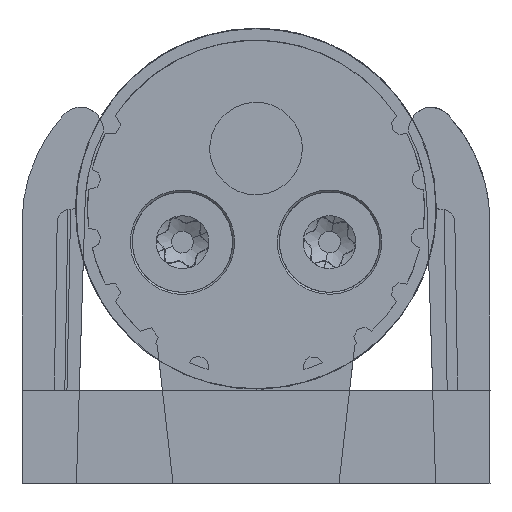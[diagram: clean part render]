
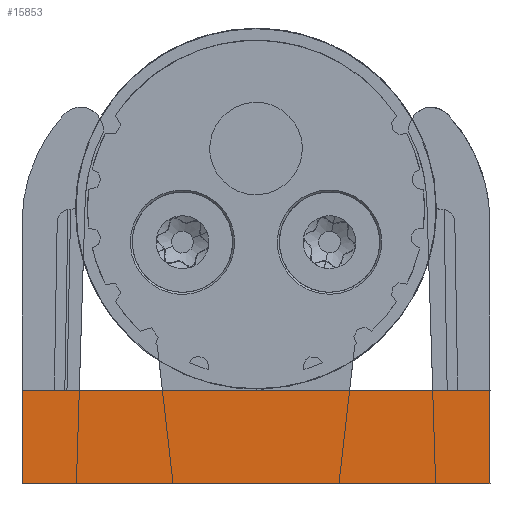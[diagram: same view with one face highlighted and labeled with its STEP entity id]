
A CAD part, front view. The second image highlights one B-rep face of the part: STEP entity #15853.
In plain terms, the highlighted planar face has unit normal (0, -1, 0).
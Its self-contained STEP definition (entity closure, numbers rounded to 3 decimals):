
#15845=AXIS2_PLACEMENT_3D('Plane Axis2P3D',#15842,#15843,#15844) ;
#13231=CARTESIAN_POINT('Vertex',(0.,0.,0.)) ;
#13234=CARTESIAN_POINT('Line Origine',(0.,0.,3.5)) ;
#13238=CARTESIAN_POINT('Vertex',(0.,0.,7.)) ;
#13266=CARTESIAN_POINT('Vertex',(35.,0.,7.)) ;
#13279=CARTESIAN_POINT('Line Origine',(17.5,0.,7.)) ;
#15240=CARTESIAN_POINT('Line Origine',(35.,0.,3.5)) ;
#15244=CARTESIAN_POINT('Vertex',(35.,0.,0.)) ;
#15554=CARTESIAN_POINT('Line Origine',(17.5,0.,0.)) ;
#15842=CARTESIAN_POINT('Axis2P3D Location',(-1.75,0.,-1.828)) ;
#13235=DIRECTION('Vector Direction',(0.,0.,1.)) ;
#13280=DIRECTION('Vector Direction',(-1.,0.,0.)) ;
#15241=DIRECTION('Vector Direction',(0.,0.,1.)) ;
#15555=DIRECTION('Vector Direction',(1.,0.,0.)) ;
#15843=DIRECTION('Axis2P3D Direction',(0.,-1.,0.)) ;
#15844=DIRECTION('Axis2P3D XDirection',(1.,0.,0.)) ;
#13236=VECTOR('Line Direction',#13235,1.) ;
#13281=VECTOR('Line Direction',#13280,1.) ;
#15242=VECTOR('Line Direction',#15241,1.) ;
#15556=VECTOR('Line Direction',#15555,1.) ;
#15848=ORIENTED_EDGE('',*,*,#15246,.T.) ;
#15849=ORIENTED_EDGE('',*,*,#13283,.T.) ;
#15850=ORIENTED_EDGE('',*,*,#13240,.F.) ;
#15851=ORIENTED_EDGE('',*,*,#15558,.T.) ;
#15853=ADVANCED_FACE('Hauptkoerper',(#15852),#15846,.T.) ;
#13240=EDGE_CURVE('',#13232,#13239,#13237,.T.) ;
#13283=EDGE_CURVE('',#13267,#13239,#13282,.T.) ;
#15246=EDGE_CURVE('',#15245,#13267,#15243,.T.) ;
#15558=EDGE_CURVE('',#13232,#15245,#15557,.T.) ;
#15847=EDGE_LOOP('',(#15848,#15849,#15850,#15851)) ;
#15852=FACE_OUTER_BOUND('',#15847,.T.) ;
#13237=LINE('Line',#13234,#13236) ;
#13282=LINE('Line',#13279,#13281) ;
#15243=LINE('Line',#15240,#15242) ;
#15557=LINE('Line',#15554,#15556) ;
#15846=PLANE('',#15845) ;
#13232=VERTEX_POINT('',#13231) ;
#13239=VERTEX_POINT('',#13238) ;
#13267=VERTEX_POINT('',#13266) ;
#15245=VERTEX_POINT('',#15244) ;
